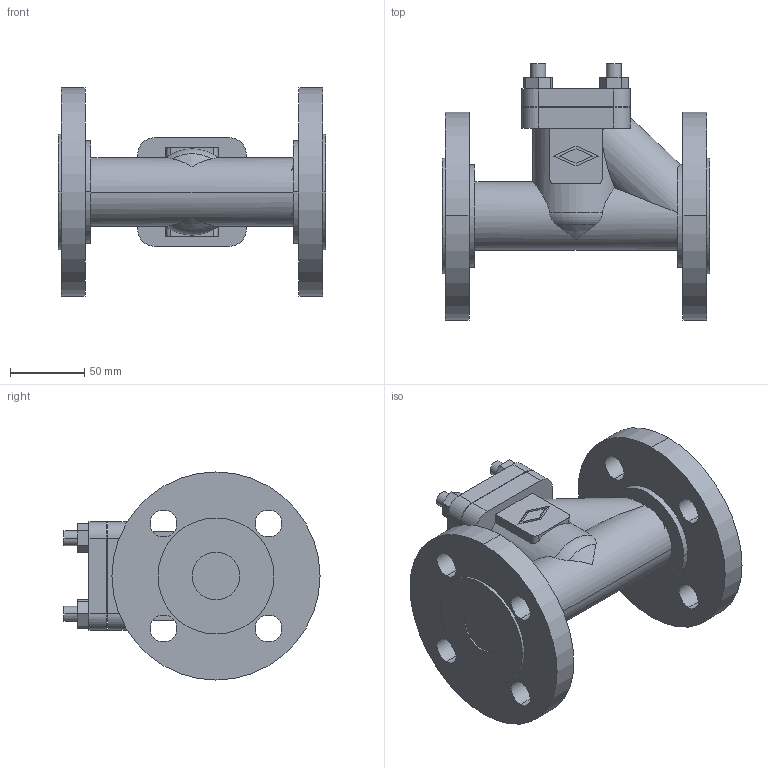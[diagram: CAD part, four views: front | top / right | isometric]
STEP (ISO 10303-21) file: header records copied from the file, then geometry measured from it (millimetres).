
FILE_DESCRIPTION(('OneSpaceDesigner STEP Export'),'2;1');
FILE_NAME('c000003636.stp','2008-10-17T12:19:04',(''),(''),'OneSpace Designer STEP processor for AP214 (Solid Model)','OneSpace Modeling 15.50B 03-Nov-2007 (C) CoCreate Software GmbH','');
FILE_SCHEMA(('AUTOMOTIVE_DESIGN { 1 0 10303 214 1 1 1 1 }'));
Length unit declared in the file: millimetre
Products named in the file (1): 1
Bounding box: 180 x 172.3 x 140 mm (x, y, z)
Volume: 1056464.1 mm3; surface area: 128613.7 mm2
Topology: 1 solids, 1 shells, 140 faces, 357 edges, 238 vertices
Faces by surface type: plane 74, cylinder 62, torus 2, cone 2
Entity records: 5398 total; most frequent: CARTESIAN_POINT 993, ORIENTED_EDGE 714, DIRECTION 623, EDGE_CURVE 357, VERTEX_POINT 238, AXIS2_PLACEMENT_3D 211, VECTOR 201, LINE 201
